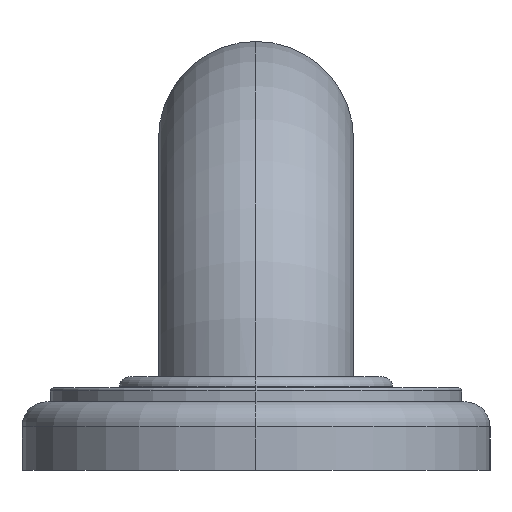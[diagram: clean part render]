
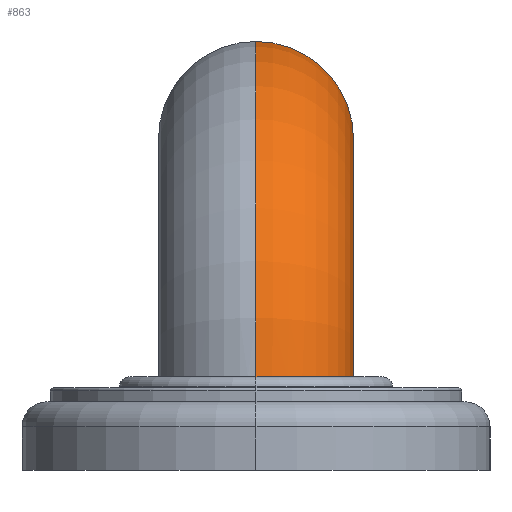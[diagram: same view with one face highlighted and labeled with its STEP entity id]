
A CAD part, left-side view. The second image highlights one B-rep face of the part: STEP entity #863.
In plain terms, the highlighted toroidal (fillet/blend) face has major radius 41.275 mm and minor radius 15.875 mm.
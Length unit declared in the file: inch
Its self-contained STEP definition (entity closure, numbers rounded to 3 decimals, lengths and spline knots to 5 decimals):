
#244=CARTESIAN_POINT('',(-16.375,0.,2.125));
#245=DIRECTION('',(1.,0.,0.));
#246=DIRECTION('',(0.,0.,1.));
#247=AXIS2_PLACEMENT_3D('',#244,#245,#246);
#253=CARTESIAN_POINT('',(-16.375,0.,0.5));
#254=DIRECTION('',(0.,1.,0.));
#255=DIRECTION('',(-0.999,0.,0.044));
#256=AXIS2_PLACEMENT_3D('',#253,#254,#255);
#258=CARTESIAN_POINT('',(-17.36999,0.,0.6));
#295=CARTESIAN_POINT('',(-18.62278,0.,0.6));
#297=CARTESIAN_POINT('',(-18.62278,0.,0.6));
#298=CARTESIAN_POINT('',(-18.62278,-0.01873,0.6));
#299=CARTESIAN_POINT('',(-18.6211,-0.05601,0.6));
#300=CARTESIAN_POINT('',(-18.61356,-0.11171,0.6));
#301=CARTESIAN_POINT('',(-18.60108,-0.16637,0.6));
#302=CARTESIAN_POINT('',(-18.58369,-0.21984,0.6));
#303=CARTESIAN_POINT('',(-18.56166,-0.27138,0.6));
#304=CARTESIAN_POINT('',(-18.53499,-0.32091,0.6));
#305=CARTESIAN_POINT('',(-18.50409,-0.36768,0.6));
#306=CARTESIAN_POINT('',(-18.469,-0.41167,0.6));
#307=CARTESIAN_POINT('',(-18.43022,-0.4522,0.6));
#308=CARTESIAN_POINT('',(-18.38784,-0.48921,0.6));
#309=CARTESIAN_POINT('',(-18.34238,-0.52221,0.6));
#310=CARTESIAN_POINT('',(-18.2941,-0.55104,0.6));
#311=CARTESIAN_POINT('',(-18.24339,-0.57544,0.6));
#312=CARTESIAN_POINT('',(-18.19076,-0.59517,0.6));
#313=CARTESIAN_POINT('',(-18.13643,-0.61015,0.6));
#314=CARTESIAN_POINT('',(-18.08113,-0.62017,0.6));
#315=CARTESIAN_POINT('',(-18.02494,-0.62522,0.6));
#316=CARTESIAN_POINT('',(-17.96872,-0.62521,0.6));
#317=CARTESIAN_POINT('',(-17.9125,-0.62015,0.6));
#318=CARTESIAN_POINT('',(-17.85714,-0.6101,0.6));
#319=CARTESIAN_POINT('',(-17.80272,-0.59509,0.6));
#320=CARTESIAN_POINT('',(-17.75,-0.57531,0.6));
#321=CARTESIAN_POINT('',(-17.69917,-0.55085,0.6));
#322=CARTESIAN_POINT('',(-17.65077,-0.52195,0.6));
#323=CARTESIAN_POINT('',(-17.60519,-0.48887,0.6));
#324=CARTESIAN_POINT('',(-17.56271,-0.45179,0.6));
#325=CARTESIAN_POINT('',(-17.52385,-0.41118,0.6));
#326=CARTESIAN_POINT('',(-17.48869,-0.36714,0.6));
#327=CARTESIAN_POINT('',(-17.45776,-0.32034,0.6));
#328=CARTESIAN_POINT('',(-17.43107,-0.27082,0.6));
#329=CARTESIAN_POINT('',(-17.40903,-0.21933,0.6));
#330=CARTESIAN_POINT('',(-17.39166,-0.16594,0.6));
#331=CARTESIAN_POINT('',(-17.3792,-0.11141,0.6));
#332=CARTESIAN_POINT('',(-17.37166,-0.05586,0.6));
#333=CARTESIAN_POINT('',(-17.36999,-0.01867,0.6));
#334=CARTESIAN_POINT('',(-17.36999,0.,0.6));
#480=CARTESIAN_POINT('',(-16.375,0.,0.5));
#481=DIRECTION('',(0.,1.,0.));
#482=DIRECTION('',(-0.995,0.,0.1));
#483=AXIS2_PLACEMENT_3D('',#480,#481,#482);
#566=CARTESIAN_POINT('',(-16.375,0.,1.5));
#567=CARTESIAN_POINT('',(-16.375,0.,2.75));
#568=VERTEX_POINT('',#566);
#569=VERTEX_POINT('',#567);
#576=VERTEX_POINT('',#258);
#577=VERTEX_POINT('',#295);
#849=CARTESIAN_POINT('',(-16.375,0.,0.5));
#850=DIRECTION('',(0.,1.,0.));
#851=DIRECTION('',(1.,0.,0.));
#852=AXIS2_PLACEMENT_3D('',#849,#850,#851);
#853=TOROIDAL_SURFACE('',#852,1.625,0.625);
#855=ORIENTED_EDGE('',*,*,#854,.F.);
#857=ORIENTED_EDGE('',*,*,#856,.T.);
#858=ORIENTED_EDGE('',*,*,#839,.T.);
#860=ORIENTED_EDGE('',*,*,#859,.F.);
#861=EDGE_LOOP('',(#855,#857,#858,#860));
#862=FACE_OUTER_BOUND('',#861,.F.);
#863=ADVANCED_FACE('',(#862),#853,.T.);
#248=CIRCLE('',#247,0.625);
#257=CIRCLE('',#256,2.25);
#335=B_SPLINE_CURVE_WITH_KNOTS('',3,(#297,#298,#299,#300,#301,#302,#303,#304,
#305,#306,#307,#308,#309,#310,#311,#312,#313,#314,#315,#316,#317,#318,#319,#320,
#321,#322,#323,#324,#325,#326,#327,#328,#329,#330,#331,#332,#333,#334),
.UNSPECIFIED.,.F.,.F.,(4,1,1,1,1,1,1,1,1,1,1,1,1,1,1,1,1,1,1,1,1,1,1,1,1,1,1,1,
1,1,1,1,1,1,1,4),(0.,0.02857,0.05714,0.08571,
0.11429,0.14286,0.17143,0.2,0.22857,
0.25714,0.28571,0.31429,0.34286,
0.37143,0.4,0.42857,0.45714,0.48571,
0.51429,0.54286,0.57143,0.6,0.62857,
0.65714,0.68571,0.71429,0.74286,
0.77143,0.8,0.82857,0.85714,0.88571,
0.91429,0.94286,0.97143,1.),.UNSPECIFIED.);
#484=CIRCLE('',#483,1.);
#839=EDGE_CURVE('',#569,#568,#248,.T.);
#854=EDGE_CURVE('',#577,#576,#335,.T.);
#856=EDGE_CURVE('',#577,#569,#257,.T.);
#859=EDGE_CURVE('',#576,#568,#484,.T.);
